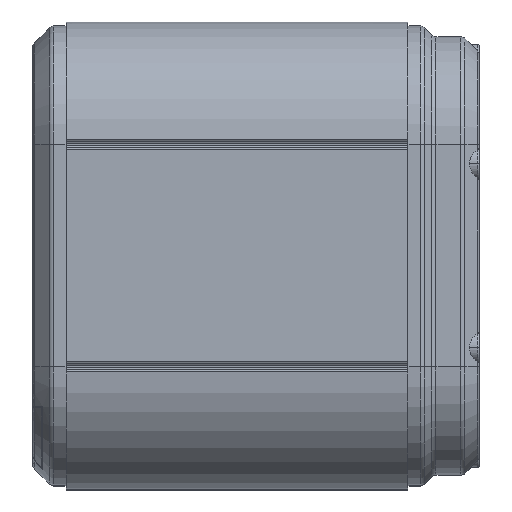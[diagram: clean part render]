
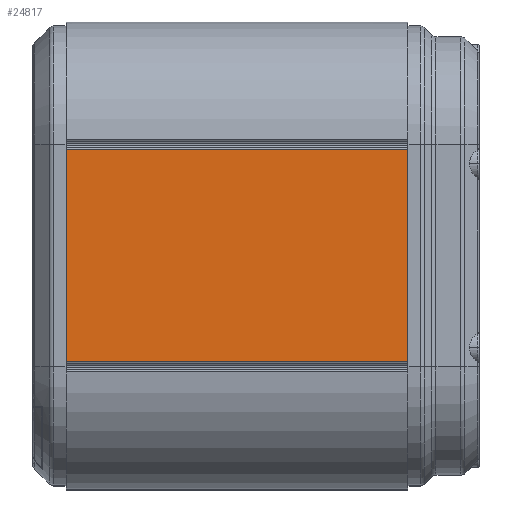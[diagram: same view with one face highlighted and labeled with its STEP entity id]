
A CAD part, top view. The second image highlights one B-rep face of the part: STEP entity #24817.
In plain terms, the highlighted planar face has unit normal (0, 0, 1).
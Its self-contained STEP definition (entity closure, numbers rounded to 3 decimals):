
#23888=EDGE_CURVE('',#23889,#23891,#23893,.F.);
#23889=VERTEX_POINT('',#23890);
#23890=CARTESIAN_POINT('',(7.44,-5.198,11.445));
#23891=VERTEX_POINT('',#23892);
#23892=CARTESIAN_POINT('',(-9.3,-5.198,11.445));
#23893=LINE('',#23894,#23895);
#23894=CARTESIAN_POINT('',(10.92,-5.198,11.445));
#23895=VECTOR('',#23896,1.0);
#23896=DIRECTION('',(1.0,0.0,0.0));
#23955=VERTEX_POINT('',#23956);
#23956=CARTESIAN_POINT('',(7.44,5.198,11.445));
#23974=VERTEX_POINT('',#23975);
#23975=CARTESIAN_POINT('',(-9.3,5.198,11.445));
#23982=EDGE_CURVE('',#23974,#23955,#23983,.F.);
#23983=LINE('',#23984,#23985);
#23984=CARTESIAN_POINT('',(10.92,5.198,11.445));
#23985=VECTOR('',#23986,1.0);
#23986=DIRECTION('',(-1.0,0.0,0.0));
#24635=EDGE_CURVE('',#23955,#23889,#24636,.F.);
#24636=LINE('',#24637,#24638);
#24637=CARTESIAN_POINT('',(7.44,-5.445,11.445));
#24638=VECTOR('',#24639,1.0);
#24639=DIRECTION('',(0.0,1.0,0.0));
#24700=EDGE_CURVE('',#23891,#23974,#24701,.F.);
#24701=LINE('',#24702,#24703);
#24702=CARTESIAN_POINT('',(-9.3,-5.445,11.445));
#24703=VECTOR('',#24704,1.0);
#24704=DIRECTION('',(0.,-1.0,0.0));
#24817=ADVANCED_FACE('NONE',(#24818),#24824,.F.);
#24818=FACE_BOUND('',#24819,.T.);
#24819=EDGE_LOOP('',(#24820,#24821,#24822,#24823));
#24820=ORIENTED_EDGE('',*,*,#24635,.F.);
#24821=ORIENTED_EDGE('',*,*,#23982,.F.);
#24822=ORIENTED_EDGE('',*,*,#24700,.F.);
#24823=ORIENTED_EDGE('',*,*,#23888,.F.);
#24824=PLANE('',#24825);
#24825=AXIS2_PLACEMENT_3D('',#24826,#24827,#24828);
#24826=CARTESIAN_POINT('',(10.92,-5.445,11.445));
#24827=DIRECTION('',(0.0,0.0,-1.0));
#24828=DIRECTION('',(0.0,-1.0,0.0));
